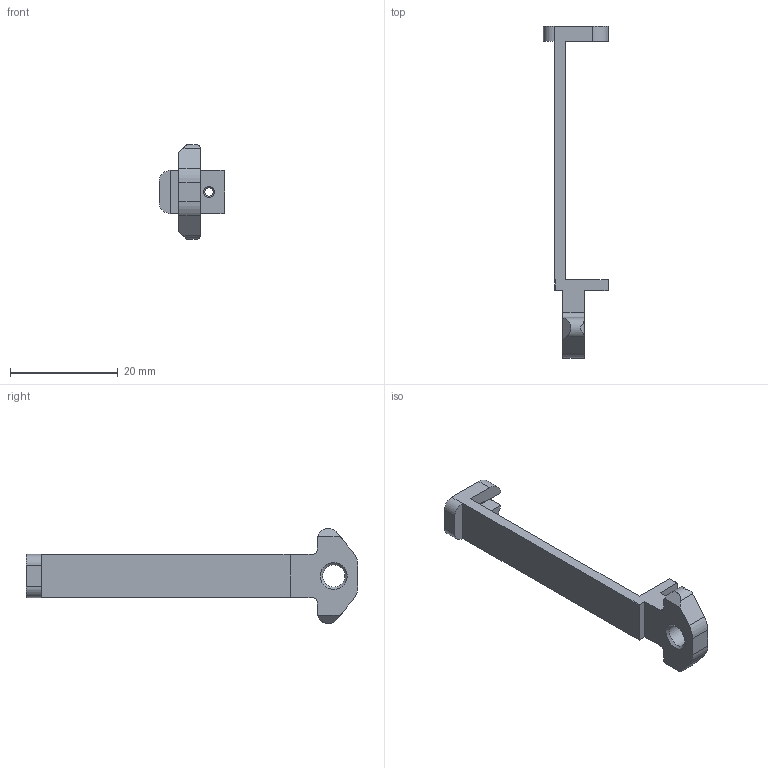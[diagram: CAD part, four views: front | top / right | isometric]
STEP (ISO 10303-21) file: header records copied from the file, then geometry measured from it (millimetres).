
FILE_DESCRIPTION (( 'STEP AP203' ), '1' );
FILE_NAME ('F16-ADPTR-8.step', '2020-12-11T21:23:03', ( 'ADC123' ), ( 'Microsoft' ), 'SwSTEP 2.0', 'SolidWorks 2019', '' );
FILE_SCHEMA (( 'CONFIG_CONTROL_DESIGN' ));
Length unit declared in the file: inch
Products named in the file (1): F16-ADPTR-8
Bounding box: 12.1 x 61.5 x 17.6 mm (x, y, z)
Volume: 1586.8 mm3; surface area: 1811 mm2
Topology: 1 solids, 1 shells, 50 faces, 145 edges, 97 vertices
Faces by surface type: plane 25, cylinder 21, cone 4
Full cylindrical faces by diameter (mm): 1.567 x1, 4.134 x1
Entity records: 1715 total; most frequent: CARTESIAN_POINT 327, ORIENTED_EDGE 272, DIRECTION 272, EDGE_CURVE 136, VERTEX_POINT 94, AXIS2_PLACEMENT_3D 93, VECTOR 86, LINE 86
